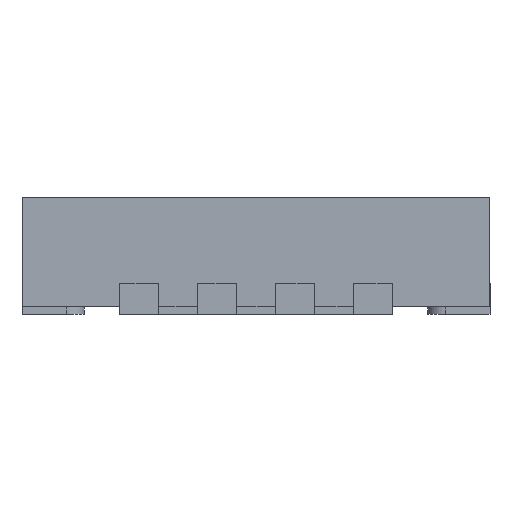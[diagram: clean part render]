
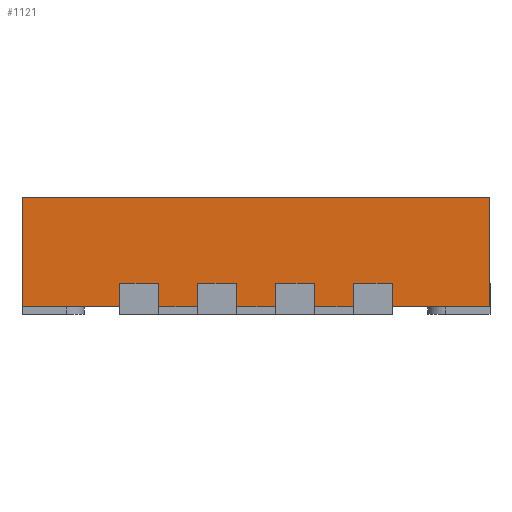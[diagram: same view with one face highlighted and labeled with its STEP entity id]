
A CAD part, left-side view. The second image highlights one B-rep face of the part: STEP entity #1121.
In plain terms, the highlighted planar face has unit normal (-1, 0, 0).
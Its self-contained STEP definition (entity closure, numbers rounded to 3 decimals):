
#433 = VERTEX_POINT('',#434);
#434 = CARTESIAN_POINT('',(-3.,1.5,0.775));
#440 = EDGE_CURVE('',#433,#441,#443,.T.);
#441 = VERTEX_POINT('',#442);
#442 = CARTESIAN_POINT('',(-3.,-1.5,0.775));
#443 = LINE('',#444,#445);
#444 = CARTESIAN_POINT('',(-3.,-1.5,0.775));
#445 = VECTOR('',#446,1.);
#446 = DIRECTION('',(0.,-1.,0.));
#809 = VERTEX_POINT('',#810);
#810 = CARTESIAN_POINT('',(-3.,1.5,0.075));
#816 = EDGE_CURVE('',#433,#809,#817,.T.);
#817 = LINE('',#818,#819);
#818 = CARTESIAN_POINT('',(-3.,1.5,0.775));
#819 = VECTOR('',#820,1.);
#820 = DIRECTION('',(0.,0.,-1.));
#1121 = ADVANCED_FACE('',(#1122),#1268,.F.);
#1122 = FACE_BOUND('',#1123,.T.);
#1123 = EDGE_LOOP('',(#1124,#1132,#1140,#1148,#1156,#1164,#1172,#1180,
    #1188,#1196,#1204,#1212,#1220,#1228,#1236,#1244,#1252,#1260,#1266,
    #1267));
#1124 = ORIENTED_EDGE('',*,*,#1125,.T.);
#1125 = EDGE_CURVE('',#809,#1126,#1128,.T.);
#1126 = VERTEX_POINT('',#1127);
#1127 = CARTESIAN_POINT('',(-3.,0.875,0.075));
#1128 = LINE('',#1129,#1130);
#1129 = CARTESIAN_POINT('',(-3.,-1.5,0.075));
#1130 = VECTOR('',#1131,1.);
#1131 = DIRECTION('',(0.,-1.,0.));
#1132 = ORIENTED_EDGE('',*,*,#1133,.T.);
#1133 = EDGE_CURVE('',#1126,#1134,#1136,.T.);
#1134 = VERTEX_POINT('',#1135);
#1135 = CARTESIAN_POINT('',(-3.,0.875,0.225));
#1136 = LINE('',#1137,#1138);
#1137 = CARTESIAN_POINT('',(-3.,0.875,0.775));
#1138 = VECTOR('',#1139,1.);
#1139 = DIRECTION('',(0.,0.,1.));
#1140 = ORIENTED_EDGE('',*,*,#1141,.T.);
#1141 = EDGE_CURVE('',#1134,#1142,#1144,.T.);
#1142 = VERTEX_POINT('',#1143);
#1143 = CARTESIAN_POINT('',(-3.,0.625,0.225));
#1144 = LINE('',#1145,#1146);
#1145 = CARTESIAN_POINT('',(-3.,-1.5,0.225));
#1146 = VECTOR('',#1147,1.);
#1147 = DIRECTION('',(0.,-1.,0.));
#1148 = ORIENTED_EDGE('',*,*,#1149,.T.);
#1149 = EDGE_CURVE('',#1142,#1150,#1152,.T.);
#1150 = VERTEX_POINT('',#1151);
#1151 = CARTESIAN_POINT('',(-3.,0.625,0.075));
#1152 = LINE('',#1153,#1154);
#1153 = CARTESIAN_POINT('',(-3.,0.625,0.775));
#1154 = VECTOR('',#1155,1.);
#1155 = DIRECTION('',(0.,0.,-1.));
#1156 = ORIENTED_EDGE('',*,*,#1157,.T.);
#1157 = EDGE_CURVE('',#1150,#1158,#1160,.T.);
#1158 = VERTEX_POINT('',#1159);
#1159 = CARTESIAN_POINT('',(-3.,0.375,0.075));
#1160 = LINE('',#1161,#1162);
#1161 = CARTESIAN_POINT('',(-3.,-1.5,0.075));
#1162 = VECTOR('',#1163,1.);
#1163 = DIRECTION('',(0.,-1.,0.));
#1164 = ORIENTED_EDGE('',*,*,#1165,.T.);
#1165 = EDGE_CURVE('',#1158,#1166,#1168,.T.);
#1166 = VERTEX_POINT('',#1167);
#1167 = CARTESIAN_POINT('',(-3.,0.375,0.225));
#1168 = LINE('',#1169,#1170);
#1169 = CARTESIAN_POINT('',(-3.,0.375,0.775));
#1170 = VECTOR('',#1171,1.);
#1171 = DIRECTION('',(0.,0.,1.));
#1172 = ORIENTED_EDGE('',*,*,#1173,.T.);
#1173 = EDGE_CURVE('',#1166,#1174,#1176,.T.);
#1174 = VERTEX_POINT('',#1175);
#1175 = CARTESIAN_POINT('',(-3.,0.125,0.225));
#1176 = LINE('',#1177,#1178);
#1177 = CARTESIAN_POINT('',(-3.,-1.5,0.225));
#1178 = VECTOR('',#1179,1.);
#1179 = DIRECTION('',(0.,-1.,0.));
#1180 = ORIENTED_EDGE('',*,*,#1181,.T.);
#1181 = EDGE_CURVE('',#1174,#1182,#1184,.T.);
#1182 = VERTEX_POINT('',#1183);
#1183 = CARTESIAN_POINT('',(-3.,0.125,0.075));
#1184 = LINE('',#1185,#1186);
#1185 = CARTESIAN_POINT('',(-3.,0.125,0.775));
#1186 = VECTOR('',#1187,1.);
#1187 = DIRECTION('',(0.,0.,-1.));
#1188 = ORIENTED_EDGE('',*,*,#1189,.T.);
#1189 = EDGE_CURVE('',#1182,#1190,#1192,.T.);
#1190 = VERTEX_POINT('',#1191);
#1191 = CARTESIAN_POINT('',(-3.,-0.125,0.075));
#1192 = LINE('',#1193,#1194);
#1193 = CARTESIAN_POINT('',(-3.,-1.5,0.075));
#1194 = VECTOR('',#1195,1.);
#1195 = DIRECTION('',(0.,-1.,0.));
#1196 = ORIENTED_EDGE('',*,*,#1197,.T.);
#1197 = EDGE_CURVE('',#1190,#1198,#1200,.T.);
#1198 = VERTEX_POINT('',#1199);
#1199 = CARTESIAN_POINT('',(-3.,-0.125,0.225));
#1200 = LINE('',#1201,#1202);
#1201 = CARTESIAN_POINT('',(-3.,-0.125,0.775));
#1202 = VECTOR('',#1203,1.);
#1203 = DIRECTION('',(0.,0.,1.));
#1204 = ORIENTED_EDGE('',*,*,#1205,.T.);
#1205 = EDGE_CURVE('',#1198,#1206,#1208,.T.);
#1206 = VERTEX_POINT('',#1207);
#1207 = CARTESIAN_POINT('',(-3.,-0.375,0.225));
#1208 = LINE('',#1209,#1210);
#1209 = CARTESIAN_POINT('',(-3.,-1.5,0.225));
#1210 = VECTOR('',#1211,1.);
#1211 = DIRECTION('',(0.,-1.,0.));
#1212 = ORIENTED_EDGE('',*,*,#1213,.T.);
#1213 = EDGE_CURVE('',#1206,#1214,#1216,.T.);
#1214 = VERTEX_POINT('',#1215);
#1215 = CARTESIAN_POINT('',(-3.,-0.375,0.075));
#1216 = LINE('',#1217,#1218);
#1217 = CARTESIAN_POINT('',(-3.,-0.375,0.775));
#1218 = VECTOR('',#1219,1.);
#1219 = DIRECTION('',(0.,0.,-1.));
#1220 = ORIENTED_EDGE('',*,*,#1221,.T.);
#1221 = EDGE_CURVE('',#1214,#1222,#1224,.T.);
#1222 = VERTEX_POINT('',#1223);
#1223 = CARTESIAN_POINT('',(-3.,-0.625,0.075));
#1224 = LINE('',#1225,#1226);
#1225 = CARTESIAN_POINT('',(-3.,-1.5,0.075));
#1226 = VECTOR('',#1227,1.);
#1227 = DIRECTION('',(0.,-1.,0.));
#1228 = ORIENTED_EDGE('',*,*,#1229,.T.);
#1229 = EDGE_CURVE('',#1222,#1230,#1232,.T.);
#1230 = VERTEX_POINT('',#1231);
#1231 = CARTESIAN_POINT('',(-3.,-0.625,0.225));
#1232 = LINE('',#1233,#1234);
#1233 = CARTESIAN_POINT('',(-3.,-0.625,0.775));
#1234 = VECTOR('',#1235,1.);
#1235 = DIRECTION('',(0.,0.,1.));
#1236 = ORIENTED_EDGE('',*,*,#1237,.T.);
#1237 = EDGE_CURVE('',#1230,#1238,#1240,.T.);
#1238 = VERTEX_POINT('',#1239);
#1239 = CARTESIAN_POINT('',(-3.,-0.875,0.225));
#1240 = LINE('',#1241,#1242);
#1241 = CARTESIAN_POINT('',(-3.,-1.5,0.225));
#1242 = VECTOR('',#1243,1.);
#1243 = DIRECTION('',(0.,-1.,0.));
#1244 = ORIENTED_EDGE('',*,*,#1245,.T.);
#1245 = EDGE_CURVE('',#1238,#1246,#1248,.T.);
#1246 = VERTEX_POINT('',#1247);
#1247 = CARTESIAN_POINT('',(-3.,-0.875,0.075));
#1248 = LINE('',#1249,#1250);
#1249 = CARTESIAN_POINT('',(-3.,-0.875,0.775));
#1250 = VECTOR('',#1251,1.);
#1251 = DIRECTION('',(0.,0.,-1.));
#1252 = ORIENTED_EDGE('',*,*,#1253,.T.);
#1253 = EDGE_CURVE('',#1246,#1254,#1256,.T.);
#1254 = VERTEX_POINT('',#1255);
#1255 = CARTESIAN_POINT('',(-3.,-1.5,0.075));
#1256 = LINE('',#1257,#1258);
#1257 = CARTESIAN_POINT('',(-3.,-1.5,0.075));
#1258 = VECTOR('',#1259,1.);
#1259 = DIRECTION('',(0.,-1.,0.));
#1260 = ORIENTED_EDGE('',*,*,#1261,.F.);
#1261 = EDGE_CURVE('',#441,#1254,#1262,.T.);
#1262 = LINE('',#1263,#1264);
#1263 = CARTESIAN_POINT('',(-3.,-1.5,0.775));
#1264 = VECTOR('',#1265,1.);
#1265 = DIRECTION('',(0.,0.,-1.));
#1266 = ORIENTED_EDGE('',*,*,#440,.F.);
#1267 = ORIENTED_EDGE('',*,*,#816,.T.);
#1268 = PLANE('',#1269);
#1269 = AXIS2_PLACEMENT_3D('',#1270,#1271,#1272);
#1270 = CARTESIAN_POINT('',(-3.,-1.5,0.775));
#1271 = DIRECTION('',(1.,0.,0.));
#1272 = DIRECTION('',(0.,1.,0.));
